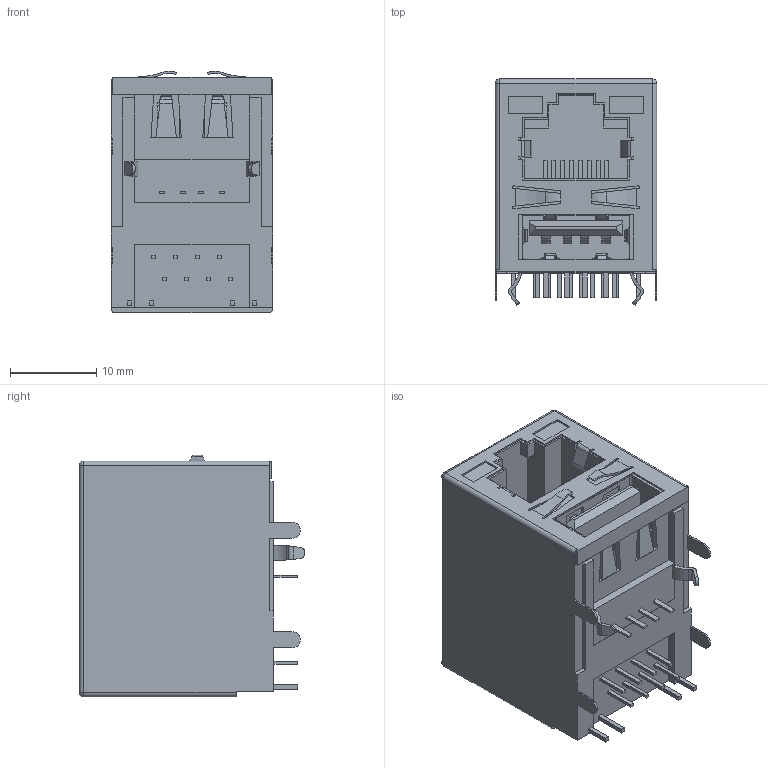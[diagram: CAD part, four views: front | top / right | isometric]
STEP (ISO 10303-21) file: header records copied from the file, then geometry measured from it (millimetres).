
FILE_DESCRIPTION((''),'2;1');
FILE_NAME('C-1-1909119-4','2021-05-12T00:42:56',('workeradm'),('TE Connectivity Ltd.'),'CREO PARAMETRIC BY PTC INC, 2019292','CREO PARAMETRIC BY PTC INC, 2019292','');
FILE_SCHEMA(('AUTOMOTIVE_DESIGN { 1 0 10303 214 1 1 1 1 }'));
Length unit declared in the file: millimetre
Products named in the file (1): C-1-1909119-4
Bounding box: 18.7 x 26.16 x 28 mm (x, y, z)
Volume: 9766.9 mm3; surface area: 4569.1 mm2
Topology: 1 solids, 1 shells, 502 faces, 1280 edges, 812 vertices
Faces by surface type: plane 362, bspline 72, cylinder 64, sphere 4
Entity records: 17263 total; most frequent: CARTESIAN_POINT 5207, ORIENTED_EDGE 2560, DIRECTION 2080, EDGE_CURVE 1280, VECTOR 1072, LINE 1072, VERTEX_POINT 812, EDGE_LOOP 558
